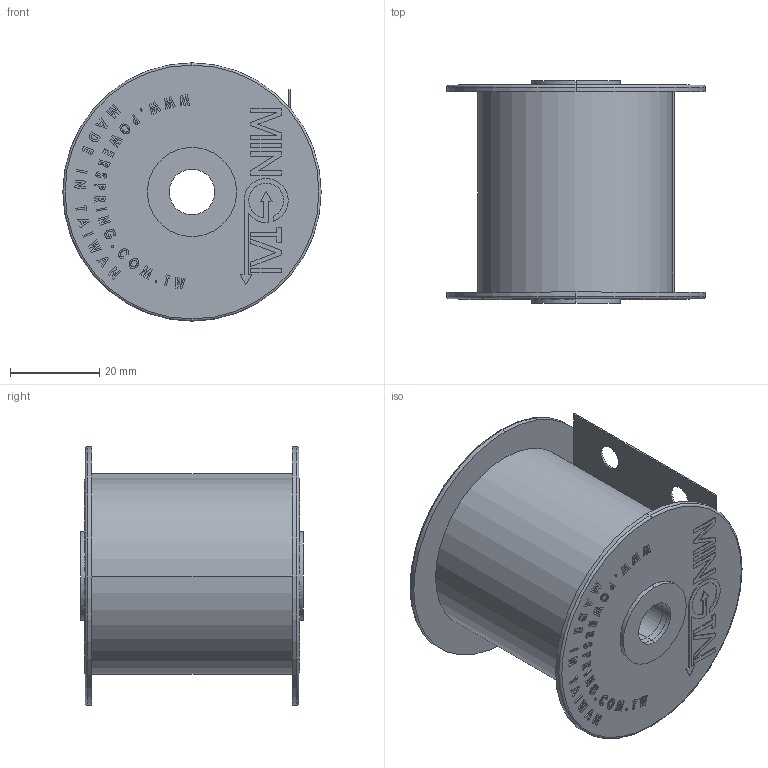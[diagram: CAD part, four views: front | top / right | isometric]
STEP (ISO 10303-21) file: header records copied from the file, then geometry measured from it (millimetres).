
FILE_DESCRIPTION (( 'STEP AP203' ), '1' );
FILE_NAME ('CP04000610.STEP', '2020-11-25T06:01:03', ( '' ), ( '' ), 'SwSTEP 2.0', 'SolidWorks 2020', '' );
FILE_SCHEMA (( 'CONFIG_CONTROL_DESIGN' ));
Length unit declared in the file: millimetre
Products named in the file (3): CP04000610_Spring; 40mm_10mm(OD17); CP04000610
Assembly tree (3 placements, depth 2):
  CP04000610
    CP04000610_Spring
    40mm_10mm(OD17)  x2
Bounding box: 58 x 50 x 58 mm (x, y, z)
Volume: 40871.4 mm3; surface area: 94251.7 mm2
Topology: 75 solids, 75 shells, 1156 faces, 2960 edges, 1968 vertices
Faces by surface type: plane 842, bspline 174, cylinder 124, torus 12, cone 4
Entity records: 22850 total; most frequent: CARTESIAN_POINT 8294, ORIENTED_EDGE 3086, DIRECTION 2583, EDGE_CURVE 1543, LINE 1193, VECTOR 1193, VERTEX_POINT 1026, AXIS2_PLACEMENT_3D 695
